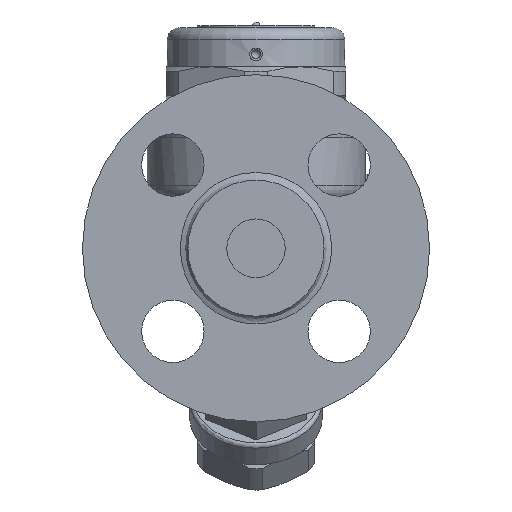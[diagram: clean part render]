
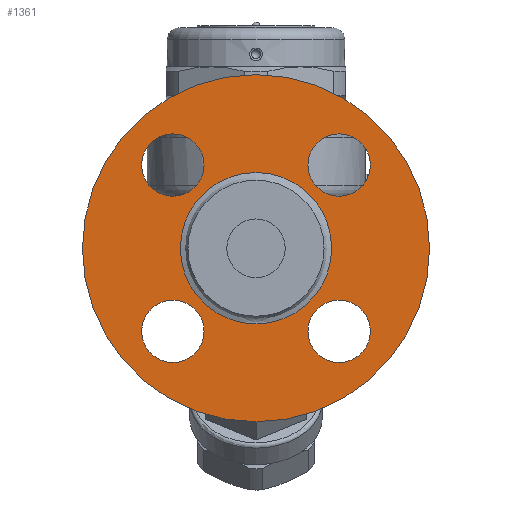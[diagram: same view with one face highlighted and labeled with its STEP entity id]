
A CAD part, left-side view. The second image highlights one B-rep face of the part: STEP entity #1361.
In plain terms, the highlighted planar face has unit normal (-1, 0, 0).
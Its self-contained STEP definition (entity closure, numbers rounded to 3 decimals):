
#665=CARTESIAN_POINT('',(-68.4,-29.319,-21.319));
#666=VERTEX_POINT('',#665);
#667=CARTESIAN_POINT('',(-68.4,-21.319,-21.319));
#668=DIRECTION('',(1.0,0.0,0.0));
#669=DIRECTION('',(0.0,-1.0,0.0));
#670=AXIS2_PLACEMENT_3D('',#667,#668,#669);
#671=CIRCLE('',#670,8.0);
#672=EDGE_CURVE('',#666,#666,#671,.T.);
#714=CARTESIAN_POINT('',(-68.4,21.319,-29.319));
#715=VERTEX_POINT('',#714);
#716=CARTESIAN_POINT('',(-68.4,21.319,-21.319));
#717=DIRECTION('',(1.0,0.0,0.0));
#718=DIRECTION('',(0.0,0.0,-1.0));
#719=AXIS2_PLACEMENT_3D('',#716,#717,#718);
#720=CIRCLE('',#719,8.0);
#721=EDGE_CURVE('',#715,#715,#720,.T.);
#763=CARTESIAN_POINT('',(-68.4,29.319,21.319));
#764=VERTEX_POINT('',#763);
#765=CARTESIAN_POINT('',(-68.4,21.319,21.319));
#766=DIRECTION('',(1.0,0.0,0.0));
#767=DIRECTION('',(0.0,1.0,0.0));
#768=AXIS2_PLACEMENT_3D('',#765,#766,#767);
#769=CIRCLE('',#768,8.0);
#770=EDGE_CURVE('',#764,#764,#769,.T.);
#812=CARTESIAN_POINT('',(-68.4,-21.319,29.319));
#813=VERTEX_POINT('',#812);
#814=CARTESIAN_POINT('',(-68.4,-21.319,21.319));
#815=DIRECTION('',(1.0,0.0,0.0));
#816=DIRECTION('',(0.0,0.0,1.0));
#817=AXIS2_PLACEMENT_3D('',#814,#815,#816);
#818=CIRCLE('',#817,8.0);
#819=EDGE_CURVE('',#813,#813,#818,.T.);
#1200=CARTESIAN_POINT('',(-68.4,0.0,44.5));
#1201=VERTEX_POINT('',#1200);
#1202=CARTESIAN_POINT('',(-68.4,0.0,0.));
#1203=DIRECTION('',(-1.0,0.0,0.0));
#1204=DIRECTION('',(0.0,0.0,1.0));
#1205=AXIS2_PLACEMENT_3D('',#1202,#1203,#1204);
#1206=CIRCLE('',#1205,44.5);
#1207=EDGE_CURVE('',#1201,#1201,#1206,.T.);
#1315=CARTESIAN_POINT('',(-68.4,0.,-19.41));
#1316=VERTEX_POINT('',#1315);
#1317=CARTESIAN_POINT('',(-68.4,0.0,0.));
#1318=DIRECTION('',(-1.0,0.0,0.0));
#1319=DIRECTION('',(0.0,0.0,1.0));
#1320=AXIS2_PLACEMENT_3D('',#1317,#1318,#1319);
#1321=CIRCLE('',#1320,19.41);
#1322=EDGE_CURVE('',#1316,#1316,#1321,.T.);
#1338=CARTESIAN_POINT('',(-68.4,0.0,30.975));
#1339=DIRECTION('',(-1.0,0.0,0.0));
#1340=DIRECTION('',(0.0,0.0,1.0));
#1341=AXIS2_PLACEMENT_3D('',#1338,#1339,#1340);
#1342=PLANE('',#1341);
#1343=ORIENTED_EDGE('',*,*,#1207,.T.);
#1344=EDGE_LOOP('',(#1343));
#1345=FACE_OUTER_BOUND('',#1344,.T.);
#1346=ORIENTED_EDGE('',*,*,#672,.T.);
#1347=EDGE_LOOP('',(#1346));
#1348=FACE_BOUND('',#1347,.T.);
#1349=ORIENTED_EDGE('',*,*,#721,.T.);
#1350=EDGE_LOOP('',(#1349));
#1351=FACE_BOUND('',#1350,.T.);
#1352=ORIENTED_EDGE('',*,*,#770,.T.);
#1353=EDGE_LOOP('',(#1352));
#1354=FACE_BOUND('',#1353,.T.);
#1355=ORIENTED_EDGE('',*,*,#819,.T.);
#1356=EDGE_LOOP('',(#1355));
#1357=FACE_BOUND('',#1356,.T.);
#1358=ORIENTED_EDGE('',*,*,#1322,.F.);
#1359=EDGE_LOOP('',(#1358));
#1360=FACE_BOUND('',#1359,.T.);
#1361=ADVANCED_FACE('',(#1345,#1348,#1351,#1354,#1357,#1360),#1342,.T.);
